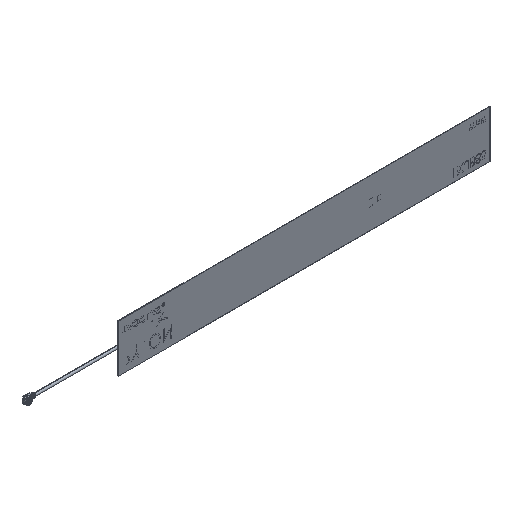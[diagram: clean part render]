
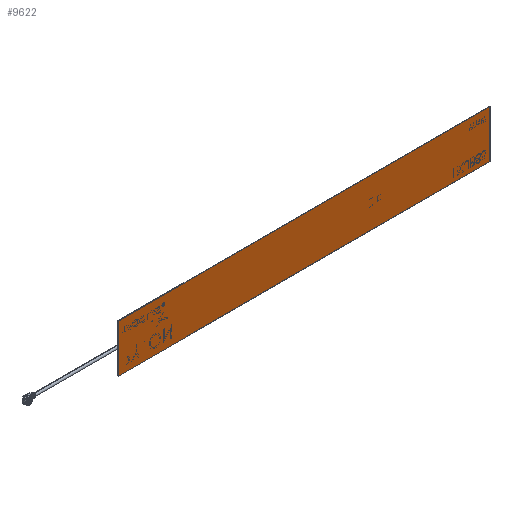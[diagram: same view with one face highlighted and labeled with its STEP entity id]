
A CAD part, isometric view. The second image highlights one B-rep face of the part: STEP entity #9622.
In plain terms, the highlighted planar face has unit normal (0, -1, 0).
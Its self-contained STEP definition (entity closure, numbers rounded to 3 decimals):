
#1157 = FACE_OUTER_BOUND ( 'NONE', #7919, .T. ) ;
#1439 = CARTESIAN_POINT ( 'NONE',  ( 157.572, 88.245, 105.619 ) ) ;
#1483 = DIRECTION ( 'NONE',  ( 0., 0., 1. ) ) ;
#2273 = ORIENTED_EDGE ( 'NONE', *, *, #10816, .F. ) ;
#2428 = VECTOR ( 'NONE', #9358, 1000. ) ;
#2447 = LINE ( 'NONE', #1439, #11007 ) ;
#3185 = LINE ( 'NONE', #12520, #11539 ) ;
#3287 = CARTESIAN_POINT ( 'NONE',  ( -6.262, 88.245, 126.64 ) ) ;
#3975 = CARTESIAN_POINT ( 'NONE',  ( 157.572, 88.245, 126.64 ) ) ;
#4051 = CARTESIAN_POINT ( 'NONE',  ( 157.572, 88.245, 105.619 ) ) ;
#4502 = EDGE_CURVE ( 'NONE', #17834, #17627, #3185, .T. ) ;
#6715 = DIRECTION ( 'NONE',  ( 1., 0., 0. ) ) ;
#7176 = DIRECTION ( 'NONE',  ( 0., 1., 0. ) ) ;
#7730 = CARTESIAN_POINT ( 'NONE',  ( 157.572, 88.245, 126.64 ) ) ;
#7919 = EDGE_LOOP ( 'NONE', ( #11190, #9601, #16289, #2273 ) ) ;
#8253 = CARTESIAN_POINT ( 'NONE',  ( -6.262, 88.245, 126.64 ) ) ;
#8268 = DIRECTION ( 'NONE',  ( -1., 0., 0. ) ) ;
#8359 = CARTESIAN_POINT ( 'NONE',  ( -6.262, 88.245, 105.619 ) ) ;
#8446 = EDGE_CURVE ( 'NONE', #17627, #13266, #17164, .T. ) ;
#9358 = DIRECTION ( 'NONE',  ( 0., 0., -1. ) ) ;
#9601 = ORIENTED_EDGE ( 'NONE', *, *, #4502, .F. ) ;
#9622 = ADVANCED_FACE ( 'NONE', ( #1157 ), #15489, .F. ) ;
#9808 = VECTOR ( 'NONE', #6715, 1000. ) ;
#10027 = EDGE_CURVE ( 'NONE', #10500, #17834, #2447, .T. ) ;
#10134 = LINE ( 'NONE', #3975, #2428 ) ;
#10500 = VERTEX_POINT ( 'NONE', #4051 ) ;
#10816 = EDGE_CURVE ( 'NONE', #13266, #10500, #10134, .T. ) ;
#11007 = VECTOR ( 'NONE', #8268, 1000. ) ;
#11190 = ORIENTED_EDGE ( 'NONE', *, *, #8446, .F. ) ;
#11539 = VECTOR ( 'NONE', #1483, 1000. ) ;
#12520 = CARTESIAN_POINT ( 'NONE',  ( -6.262, 88.245, 105.619 ) ) ;
#13266 = VERTEX_POINT ( 'NONE', #7730 ) ;
#14121 = DIRECTION ( 'NONE',  ( 0., 0., 1. ) ) ;
#15489 = PLANE ( 'NONE',  #15599 ) ;
#15599 = AXIS2_PLACEMENT_3D ( 'NONE', #16854, #7176, #14121 ) ;
#16289 = ORIENTED_EDGE ( 'NONE', *, *, #10027, .F. ) ;
#16854 = CARTESIAN_POINT ( 'NONE',  ( -6.262, 88.245, 126.64 ) ) ;
#17164 = LINE ( 'NONE', #8253, #9808 ) ;
#17627 = VERTEX_POINT ( 'NONE', #3287 ) ;
#17834 = VERTEX_POINT ( 'NONE', #8359 ) ;
